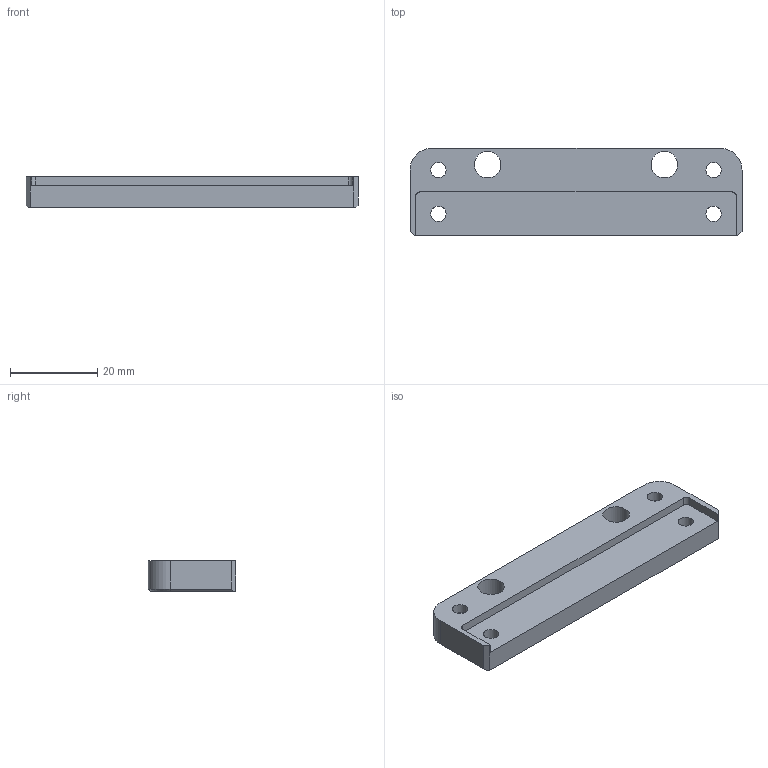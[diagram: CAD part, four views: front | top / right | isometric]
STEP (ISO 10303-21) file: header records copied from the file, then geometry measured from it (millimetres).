
FILE_DESCRIPTION(/* description */ ('9572'),/* implementation_level */ '2;1');
FILE_NAME(/* name */ 'bed-controller-mount-front_R2.stp',/* time_stamp */ '2023-12-19T10:59:56+01:00',/* author */ ('Dominik Tebich'),/* organization */ (''),/* preprocessor_version */ 'ST-DEVELOPER v19.2',/* originating_system */ 'Autodesk Inventor 2023',/* authorisation */ '');
FILE_SCHEMA (('AUTOMOTIVE_DESIGN { 1 0 10303 214 3 1 1 }'));
Length unit declared in the file: millimetre
Products named in the file (1): bed-controller-mount-front_R2
Bounding box: 76 x 20 x 7 mm (x, y, z)
Volume: 8257.5 mm3; surface area: 4764.1 mm2
Topology: 1 solids, 1 shells, 111 faces, 292 edges, 186 vertices
Faces by surface type: plane 83, bspline 16, cylinder 10, cone 2
Full cylindrical faces by diameter (mm): 3.5 x4, 6.1 x2
Entity records: 3509 total; most frequent: CARTESIAN_POINT 798, ORIENTED_EDGE 584, DIRECTION 480, EDGE_CURVE 292, LINE 232, VECTOR 232, VERTEX_POINT 186, EDGE_LOOP 126
